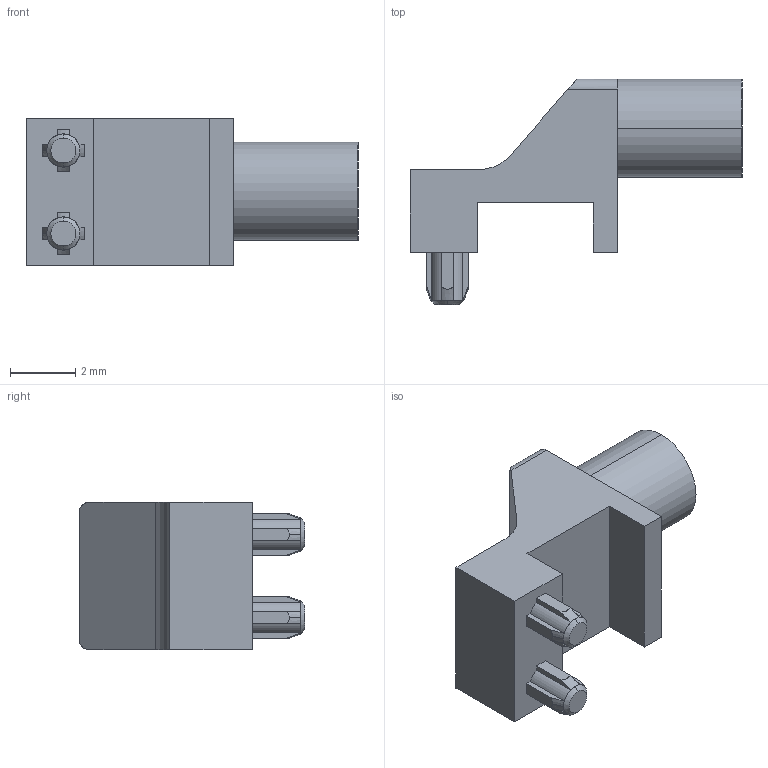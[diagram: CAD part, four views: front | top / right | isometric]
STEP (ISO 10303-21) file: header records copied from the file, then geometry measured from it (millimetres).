
FILE_DESCRIPTION(/* description */ (''),/* implementation_level */ '2;1');
FILE_NAME(/* name */ 'SLP3-150-150-F.step',/* time_stamp */ '2019-04-10T19:09:23+10:00',/* author */ ('jonno.tathra'),/* organization */ (''),/* preprocessor_version */ 'ST-DEVELOPER v18',/* originating_system */ 'Autodesk Translation Framework v8.2.0.1029',/* authorisation */ '');
FILE_SCHEMA (('AUTOMOTIVE_DESIGN { 1 0 10303 214 3 1 1 }'));
Length unit declared in the file: millimetre
Products named in the file (2): SLP3-150-150-F; SLP3-150-150-F_1
Assembly tree (1 placements, depth 2):
  SLP3-150-150-F
    SLP3-150-150-F_1
Bounding box: 10.16 x 6.91 x 4.52 mm (x, y, z)
Surface area: 195.1 mm2 (no closed solid volume)
Topology: 0 solids, 66 shells, 66 faces, 309 edges, 308 vertices
Faces by surface type: plane 39, cone 14, cylinder 13
Entity records: 3611 total; most frequent: CARTESIAN_POINT 1040, DIRECTION 481, EDGE_CURVE 309, ORIENTED_EDGE 309, VERTEX_POINT 308, LINE 195, VECTOR 195, AXIS2_PLACEMENT_3D 143
